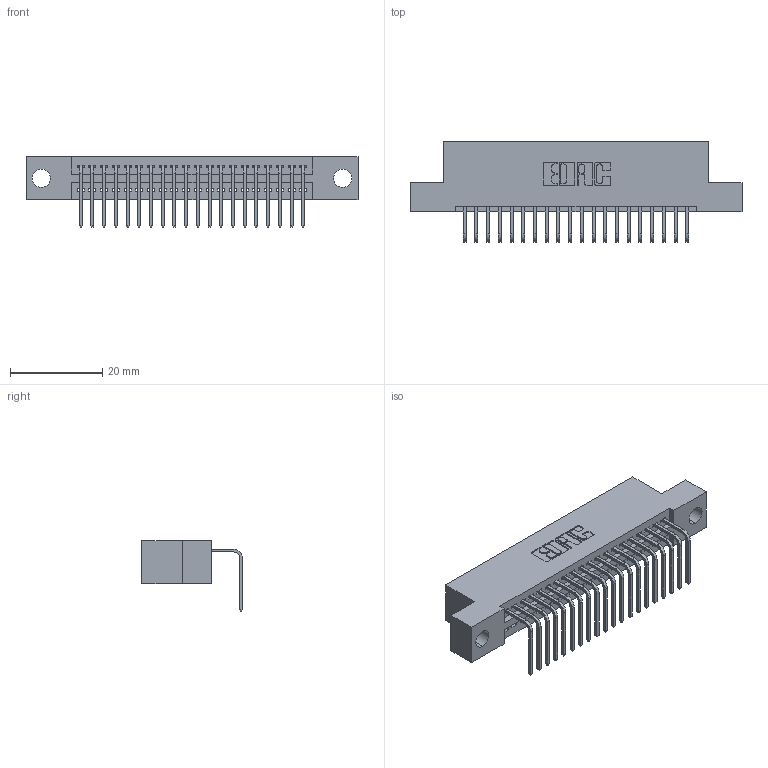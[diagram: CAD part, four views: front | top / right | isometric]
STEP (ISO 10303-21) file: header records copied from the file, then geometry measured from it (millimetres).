
FILE_DESCRIPTION (( 'STEP AP203' ), '1' );
FILE_NAME ('345-020-558-104.STEP', '2021-06-09T16:09:22', ( '' ), ( '' ), 'SwSTEP 2.0', 'SolidWorks 2020', '' );
FILE_SCHEMA (( 'CONFIG_CONTROL_DESIGN' ));
Length unit declared in the file: inch
Products named in the file (3): 345-020-558-104; 345 Part_Flush Mounting Lugs - 0.156 Dia-TI; 345-292-001_558 Tail - 2
Assembly tree (21 placements, depth 2):
  345-020-558-104
    345 Part_Flush Mounting Lugs - 0.156 Dia-TI
    345-292-001_558 Tail - 2  x20
Bounding box: 72.01 x 21.83 x 15.37 mm (x, y, z)
Volume: 6620 mm3; surface area: 8732.4 mm2
Topology: 21 solids, 21 shells, 1340 faces, 4017 edges, 2650 vertices
Faces by surface type: plane 934, cylinder 406
Entity records: 18517 total; most frequent: CARTESIAN_POINT 3218, ORIENTED_EDGE 3170, DIRECTION 2841, EDGE_CURVE 1585, VECTOR 1373, LINE 1373, VERTEX_POINT 1054, AXIS2_PLACEMENT_3D 734
